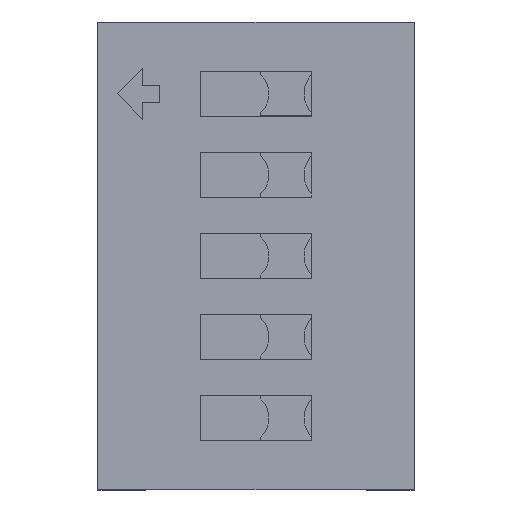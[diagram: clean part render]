
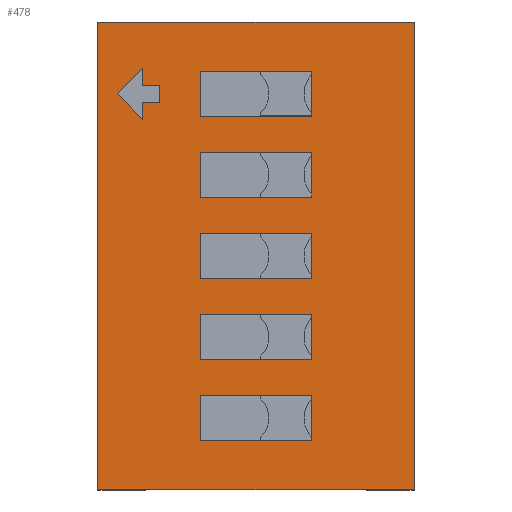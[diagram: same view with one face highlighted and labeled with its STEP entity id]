
A CAD part, top view. The second image highlights one B-rep face of the part: STEP entity #478.
In plain terms, the highlighted planar face has unit normal (0, 0, 1).
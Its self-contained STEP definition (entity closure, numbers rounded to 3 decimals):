
#27=VECTOR('',#28,1.);
#28=DIRECTION('',(-1.,0.,0.));
#46=DIRECTION('',(0.,-1.,0.));
#56=VECTOR('',#46,1.);
#70=DIRECTION('',(0.,0.,-1.));
#76=VERTEX_POINT('',#77);
#77=CARTESIAN_POINT('',(-1.14,2.245,3.));
#80=EDGE_CURVE('',#76,#81,#83,.T.);
#81=VERTEX_POINT('',#82);
#82=CARTESIAN_POINT('',(-1.14,-12.405,3.));
#83=LINE('',#77,#56);
#103=DIRECTION('',(1.,0.,0.));
#113=VECTOR('',#114,1.);
#114=DIRECTION('',(0.,1.,0.));
#120=VECTOR('',#103,1.);
#411=VERTEX_POINT('',#412);
#412=CARTESIAN_POINT('',(8.76,2.245,3.));
#415=EDGE_CURVE('',#411,#76,#416,.T.);
#416=LINE('',#412,#27);
#458=EDGE_CURVE('',#81,#459,#461,.T.);
#459=VERTEX_POINT('',#460);
#460=CARTESIAN_POINT('',(8.76,-12.405,3.));
#461=LINE('',#82,#120);
#478=ADVANCED_FACE('',(#479,#487,#532,#570,#608,#646,#684),#722,.F.);
#479=FACE_BOUND('',#480,.F.);
#480=EDGE_LOOP('',(#481,#484,#485,#486));
#481=ORIENTED_EDGE('',*,*,#482,.F.);
#482=EDGE_CURVE('',#459,#411,#483,.T.);
#483=LINE('',#460,#113);
#484=ORIENTED_EDGE('',*,*,#458,.F.);
#485=ORIENTED_EDGE('',*,*,#80,.F.);
#486=ORIENTED_EDGE('',*,*,#415,.F.);
#487=FACE_BOUND('',#488,.F.);
#488=EDGE_LOOP('',(#489,#498,#503,#510,#515,#522,#527));
#489=ORIENTED_EDGE('',*,*,#490,.T.);
#490=EDGE_CURVE('',#491,#493,#495,.T.);
#491=VERTEX_POINT('',#492);
#492=CARTESIAN_POINT('',(-0.54,0.,3.));
#493=VERTEX_POINT('',#494);
#494=CARTESIAN_POINT('',(0.26,-0.8,3.));
#495=LINE('',#492,#496);
#496=VECTOR('',#497,1.);
#497=DIRECTION('',(0.707,-0.707,0.));
#498=ORIENTED_EDGE('',*,*,#499,.T.);
#499=EDGE_CURVE('',#493,#500,#502,.T.);
#500=VERTEX_POINT('',#501);
#501=CARTESIAN_POINT('',(0.26,-0.267,3.));
#502=LINE('',#494,#113);
#503=ORIENTED_EDGE('',*,*,#504,.T.);
#504=EDGE_CURVE('',#500,#505,#507,.T.);
#505=VERTEX_POINT('',#506);
#506=CARTESIAN_POINT('',(0.793,-0.267,3.));
#507=LINE('',#501,#508);
#508=VECTOR('',#509,1.);
#509=DIRECTION('',(1.,0.,0.));
#510=ORIENTED_EDGE('',*,*,#511,.T.);
#511=EDGE_CURVE('',#505,#512,#514,.T.);
#512=VERTEX_POINT('',#513);
#513=CARTESIAN_POINT('',(0.793,0.267,3.));
#514=LINE('',#506,#113);
#515=ORIENTED_EDGE('',*,*,#516,.T.);
#516=EDGE_CURVE('',#512,#517,#519,.T.);
#517=VERTEX_POINT('',#518);
#518=CARTESIAN_POINT('',(0.26,0.267,3.));
#519=LINE('',#513,#520);
#520=VECTOR('',#521,1.);
#521=DIRECTION('',(-1.,0.,0.));
#522=ORIENTED_EDGE('',*,*,#523,.T.);
#523=EDGE_CURVE('',#517,#524,#526,.T.);
#524=VERTEX_POINT('',#525);
#525=CARTESIAN_POINT('',(0.26,0.8,3.));
#526=LINE('',#518,#113);
#527=ORIENTED_EDGE('',*,*,#528,.T.);
#528=EDGE_CURVE('',#524,#491,#529,.T.);
#529=LINE('',#525,#530);
#530=VECTOR('',#531,1.);
#531=DIRECTION('',(-0.707,-0.707,0.));
#532=FACE_BOUND('',#533,.F.);
#533=EDGE_LOOP('',(#534,#541,#545,#549,#554,#558,#563,#568));
#534=ORIENTED_EDGE('',*,*,#535,.T.);
#535=EDGE_CURVE('',#536,#538,#540,.T.);
#536=VERTEX_POINT('',#537);
#537=CARTESIAN_POINT('',(5.56,-0.7,3.));
#538=VERTEX_POINT('',#539);
#539=CARTESIAN_POINT('',(5.56,-0.602,3.));
#540=LINE('',#537,#113);
#541=ORIENTED_EDGE('',*,*,#542,.T.);
#542=EDGE_CURVE('',#538,#543,#540,.T.);
#543=VERTEX_POINT('',#544);
#544=CARTESIAN_POINT('',(5.56,0.602,3.));
#545=ORIENTED_EDGE('',*,*,#546,.T.);
#546=EDGE_CURVE('',#543,#547,#540,.T.);
#547=VERTEX_POINT('',#548);
#548=CARTESIAN_POINT('',(5.56,0.7,3.));
#549=ORIENTED_EDGE('',*,*,#550,.T.);
#550=EDGE_CURVE('',#547,#551,#553,.T.);
#551=VERTEX_POINT('',#552);
#552=CARTESIAN_POINT('',(3.96,0.7,3.));
#553=LINE('',#548,#27);
#554=ORIENTED_EDGE('',*,*,#555,.T.);
#555=EDGE_CURVE('',#551,#556,#553,.T.);
#556=VERTEX_POINT('',#557);
#557=CARTESIAN_POINT('',(2.06,0.7,3.));
#558=ORIENTED_EDGE('',*,*,#559,.T.);
#559=EDGE_CURVE('',#556,#560,#562,.T.);
#560=VERTEX_POINT('',#561);
#561=CARTESIAN_POINT('',(2.06,-0.7,3.));
#562=LINE('',#557,#56);
#563=ORIENTED_EDGE('',*,*,#564,.T.);
#564=EDGE_CURVE('',#560,#565,#567,.T.);
#565=VERTEX_POINT('',#566);
#566=CARTESIAN_POINT('',(3.96,-0.7,3.));
#567=LINE('',#561,#120);
#568=ORIENTED_EDGE('',*,*,#569,.T.);
#569=EDGE_CURVE('',#565,#536,#567,.T.);
#570=FACE_BOUND('',#571,.F.);
#571=EDGE_LOOP('',(#572,#579,#583,#587,#592,#596,#601,#606));
#572=ORIENTED_EDGE('',*,*,#573,.T.);
#573=EDGE_CURVE('',#574,#576,#578,.T.);
#574=VERTEX_POINT('',#575);
#575=CARTESIAN_POINT('',(5.56,-3.24,3.));
#576=VERTEX_POINT('',#577);
#577=CARTESIAN_POINT('',(5.56,-3.142,3.));
#578=LINE('',#575,#113);
#579=ORIENTED_EDGE('',*,*,#580,.T.);
#580=EDGE_CURVE('',#576,#581,#578,.T.);
#581=VERTEX_POINT('',#582);
#582=CARTESIAN_POINT('',(5.56,-1.938,3.));
#583=ORIENTED_EDGE('',*,*,#584,.T.);
#584=EDGE_CURVE('',#581,#585,#578,.T.);
#585=VERTEX_POINT('',#586);
#586=CARTESIAN_POINT('',(5.56,-1.84,3.));
#587=ORIENTED_EDGE('',*,*,#588,.T.);
#588=EDGE_CURVE('',#585,#589,#591,.T.);
#589=VERTEX_POINT('',#590);
#590=CARTESIAN_POINT('',(3.96,-1.84,3.));
#591=LINE('',#586,#27);
#592=ORIENTED_EDGE('',*,*,#593,.T.);
#593=EDGE_CURVE('',#589,#594,#591,.T.);
#594=VERTEX_POINT('',#595);
#595=CARTESIAN_POINT('',(2.06,-1.84,3.));
#596=ORIENTED_EDGE('',*,*,#597,.T.);
#597=EDGE_CURVE('',#594,#598,#600,.T.);
#598=VERTEX_POINT('',#599);
#599=CARTESIAN_POINT('',(2.06,-3.24,3.));
#600=LINE('',#595,#56);
#601=ORIENTED_EDGE('',*,*,#602,.T.);
#602=EDGE_CURVE('',#598,#603,#605,.T.);
#603=VERTEX_POINT('',#604);
#604=CARTESIAN_POINT('',(3.96,-3.24,3.));
#605=LINE('',#599,#120);
#606=ORIENTED_EDGE('',*,*,#607,.T.);
#607=EDGE_CURVE('',#603,#574,#605,.T.);
#608=FACE_BOUND('',#609,.F.);
#609=EDGE_LOOP('',(#610,#617,#621,#626,#630,#634,#639,#643));
#610=ORIENTED_EDGE('',*,*,#611,.T.);
#611=EDGE_CURVE('',#612,#614,#616,.T.);
#612=VERTEX_POINT('',#613);
#613=CARTESIAN_POINT('',(2.06,-8.32,3.));
#614=VERTEX_POINT('',#615);
#615=CARTESIAN_POINT('',(3.96,-8.32,3.));
#616=LINE('',#613,#120);
#617=ORIENTED_EDGE('',*,*,#618,.T.);
#618=EDGE_CURVE('',#614,#619,#616,.T.);
#619=VERTEX_POINT('',#620);
#620=CARTESIAN_POINT('',(5.56,-8.32,3.));
#621=ORIENTED_EDGE('',*,*,#622,.T.);
#622=EDGE_CURVE('',#619,#623,#625,.T.);
#623=VERTEX_POINT('',#624);
#624=CARTESIAN_POINT('',(5.56,-8.222,3.));
#625=LINE('',#620,#113);
#626=ORIENTED_EDGE('',*,*,#627,.T.);
#627=EDGE_CURVE('',#623,#628,#625,.T.);
#628=VERTEX_POINT('',#629);
#629=CARTESIAN_POINT('',(5.56,-7.018,3.));
#630=ORIENTED_EDGE('',*,*,#631,.T.);
#631=EDGE_CURVE('',#628,#632,#625,.T.);
#632=VERTEX_POINT('',#633);
#633=CARTESIAN_POINT('',(5.56,-6.92,3.));
#634=ORIENTED_EDGE('',*,*,#635,.T.);
#635=EDGE_CURVE('',#632,#636,#638,.T.);
#636=VERTEX_POINT('',#637);
#637=CARTESIAN_POINT('',(3.96,-6.92,3.));
#638=LINE('',#633,#27);
#639=ORIENTED_EDGE('',*,*,#640,.T.);
#640=EDGE_CURVE('',#636,#641,#638,.T.);
#641=VERTEX_POINT('',#642);
#642=CARTESIAN_POINT('',(2.06,-6.92,3.));
#643=ORIENTED_EDGE('',*,*,#644,.T.);
#644=EDGE_CURVE('',#641,#612,#645,.T.);
#645=LINE('',#642,#56);
#646=FACE_BOUND('',#647,.F.);
#647=EDGE_LOOP('',(#648,#655,#660,#664,#669,#673,#677,#682));
#648=ORIENTED_EDGE('',*,*,#649,.T.);
#649=EDGE_CURVE('',#650,#652,#654,.T.);
#650=VERTEX_POINT('',#651);
#651=CARTESIAN_POINT('',(2.06,-4.38,3.));
#652=VERTEX_POINT('',#653);
#653=CARTESIAN_POINT('',(2.06,-5.78,3.));
#654=LINE('',#651,#56);
#655=ORIENTED_EDGE('',*,*,#656,.T.);
#656=EDGE_CURVE('',#652,#657,#659,.T.);
#657=VERTEX_POINT('',#658);
#658=CARTESIAN_POINT('',(3.96,-5.78,3.));
#659=LINE('',#653,#120);
#660=ORIENTED_EDGE('',*,*,#661,.T.);
#661=EDGE_CURVE('',#657,#662,#659,.T.);
#662=VERTEX_POINT('',#663);
#663=CARTESIAN_POINT('',(5.56,-5.78,3.));
#664=ORIENTED_EDGE('',*,*,#665,.T.);
#665=EDGE_CURVE('',#662,#666,#668,.T.);
#666=VERTEX_POINT('',#667);
#667=CARTESIAN_POINT('',(5.56,-5.682,3.));
#668=LINE('',#663,#113);
#669=ORIENTED_EDGE('',*,*,#670,.T.);
#670=EDGE_CURVE('',#666,#671,#668,.T.);
#671=VERTEX_POINT('',#672);
#672=CARTESIAN_POINT('',(5.56,-4.478,3.));
#673=ORIENTED_EDGE('',*,*,#674,.T.);
#674=EDGE_CURVE('',#671,#675,#668,.T.);
#675=VERTEX_POINT('',#676);
#676=CARTESIAN_POINT('',(5.56,-4.38,3.));
#677=ORIENTED_EDGE('',*,*,#678,.T.);
#678=EDGE_CURVE('',#675,#679,#681,.T.);
#679=VERTEX_POINT('',#680);
#680=CARTESIAN_POINT('',(3.96,-4.38,3.));
#681=LINE('',#676,#27);
#682=ORIENTED_EDGE('',*,*,#683,.T.);
#683=EDGE_CURVE('',#679,#650,#681,.T.);
#684=FACE_BOUND('',#685,.F.);
#685=EDGE_LOOP('',(#686,#693,#697,#702,#707,#711,#716,#720));
#686=ORIENTED_EDGE('',*,*,#687,.T.);
#687=EDGE_CURVE('',#688,#690,#692,.T.);
#688=VERTEX_POINT('',#689);
#689=CARTESIAN_POINT('',(5.56,-9.46,3.));
#690=VERTEX_POINT('',#691);
#691=CARTESIAN_POINT('',(3.96,-9.46,3.));
#692=LINE('',#689,#27);
#693=ORIENTED_EDGE('',*,*,#694,.T.);
#694=EDGE_CURVE('',#690,#695,#692,.T.);
#695=VERTEX_POINT('',#696);
#696=CARTESIAN_POINT('',(2.06,-9.46,3.));
#697=ORIENTED_EDGE('',*,*,#698,.T.);
#698=EDGE_CURVE('',#695,#699,#701,.T.);
#699=VERTEX_POINT('',#700);
#700=CARTESIAN_POINT('',(2.06,-10.86,3.));
#701=LINE('',#696,#56);
#702=ORIENTED_EDGE('',*,*,#703,.T.);
#703=EDGE_CURVE('',#699,#704,#706,.T.);
#704=VERTEX_POINT('',#705);
#705=CARTESIAN_POINT('',(3.96,-10.86,3.));
#706=LINE('',#700,#120);
#707=ORIENTED_EDGE('',*,*,#708,.T.);
#708=EDGE_CURVE('',#704,#709,#706,.T.);
#709=VERTEX_POINT('',#710);
#710=CARTESIAN_POINT('',(5.56,-10.86,3.));
#711=ORIENTED_EDGE('',*,*,#712,.T.);
#712=EDGE_CURVE('',#709,#713,#715,.T.);
#713=VERTEX_POINT('',#714);
#714=CARTESIAN_POINT('',(5.56,-10.762,3.));
#715=LINE('',#710,#113);
#716=ORIENTED_EDGE('',*,*,#717,.T.);
#717=EDGE_CURVE('',#713,#718,#715,.T.);
#718=VERTEX_POINT('',#719);
#719=CARTESIAN_POINT('',(5.56,-9.558,3.));
#720=ORIENTED_EDGE('',*,*,#721,.T.);
#721=EDGE_CURVE('',#718,#688,#715,.T.);
#722=PLANE('',#723);
#723=AXIS2_PLACEMENT_3D('',#460,#70,#46);
